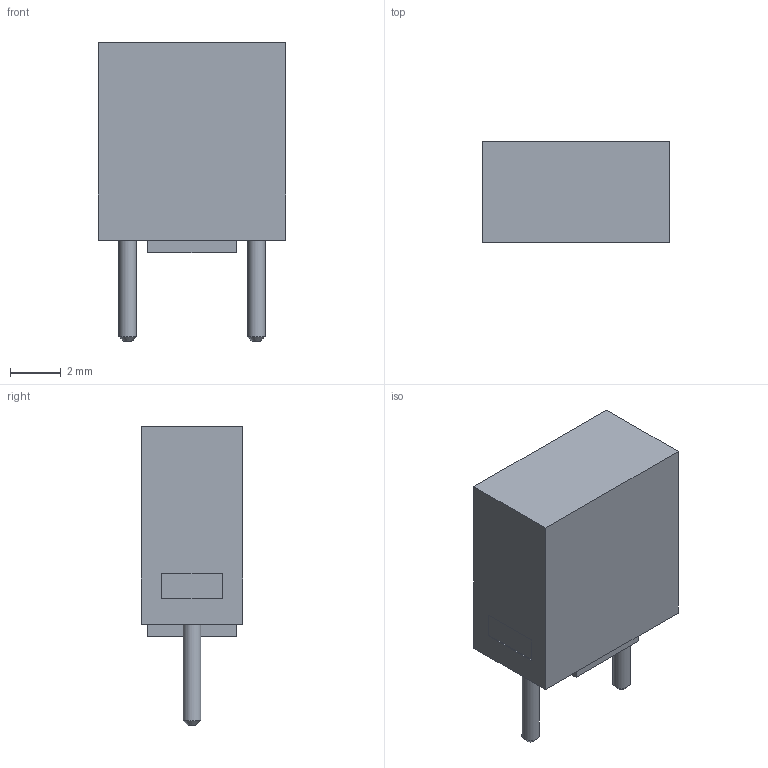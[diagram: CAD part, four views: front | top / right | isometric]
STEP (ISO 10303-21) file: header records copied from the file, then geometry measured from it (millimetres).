
FILE_DESCRIPTION(/* description */ (''),/* implementation_level */ '2;1');
FILE_NAME(/* name */ 'Fuse 508 v1.step',/* time_stamp */ '2020-03-08T08:09:30+01:00',/* author */ (''),/* organization */ (''),/* preprocessor_version */ 'ST-DEVELOPER v18',/* originating_system */ 'Autodesk Translation Framework v8.12.0.6',/* authorisation */ '');
FILE_SCHEMA (('AUTOMOTIVE_DESIGN { 1 0 10303 214 3 1 1 }'));
Length unit declared in the file: millimetre
Products named in the file (2): Fuse 508; Component1
Assembly tree (1 placements, depth 2):
  Fuse 508
    Component1
Bounding box: 7.4 x 4 x 11.8 mm (x, y, z)
Volume: 240 mm3; surface area: 303.5 mm2
Topology: 6 solids, 6 shells, 42 faces, 82 edges, 54 vertices
Faces by surface type: plane 38, cone 2, cylinder 2
Full cylindrical faces by diameter (mm): 0.7 x2
Entity records: 1134 total; most frequent: CARTESIAN_POINT 182, DIRECTION 180, ORIENTED_EDGE 164, EDGE_CURVE 82, LINE 76, VECTOR 76, VERTEX_POINT 54, AXIS2_PLACEMENT_3D 52
